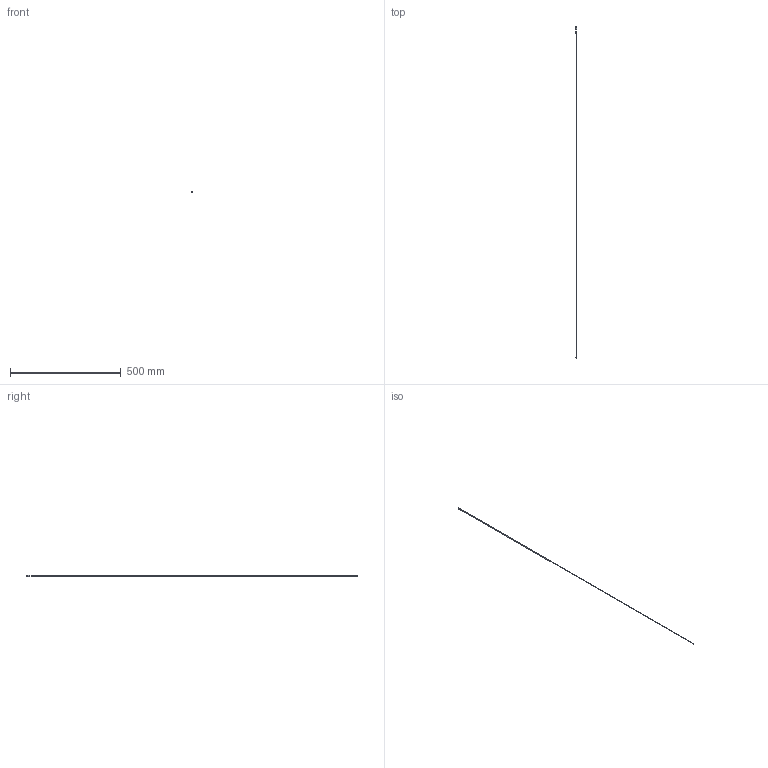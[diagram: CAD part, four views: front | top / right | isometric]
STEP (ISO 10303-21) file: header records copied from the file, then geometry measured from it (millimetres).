
FILE_DESCRIPTION (( 'STEP AP203' ), '1' );
FILE_NAME ('INGUN_SE-RG316-50MCXMG150S.STEP', '2022-05-09T12:26:25', ( 'ochi' ), ( '' ), 'SwSTEP 2.0', 'SolidWorks 2018', '' );
FILE_SCHEMA (( 'CONFIG_CONTROL_DESIGN' ));
Length unit declared in the file: millimetre
Products named in the file (1): INGUN_SE-RG316-50MCXMG150S
Bounding box: 5 x 1500 x 5 mm (x, y, z)
Volume: 7597.5 mm3; surface area: 12108.6 mm2
Topology: 1 solids, 1 shells, 253 faces, 685 edges, 441 vertices
Faces by surface type: cylinder 69, plane 66, torus 54, cone 42, bspline 22
Entity records: 8927 total; most frequent: CARTESIAN_POINT 2742, ORIENTED_EDGE 1370, DIRECTION 1198, EDGE_CURVE 685, AXIS2_PLACEMENT_3D 499, VERTEX_POINT 441, CIRCLE 267, EDGE_LOOP 260
